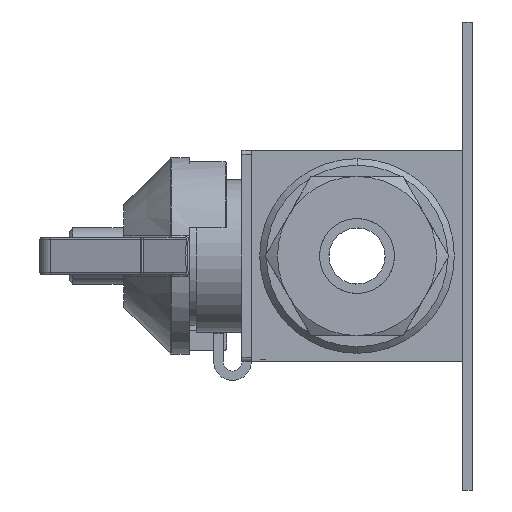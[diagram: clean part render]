
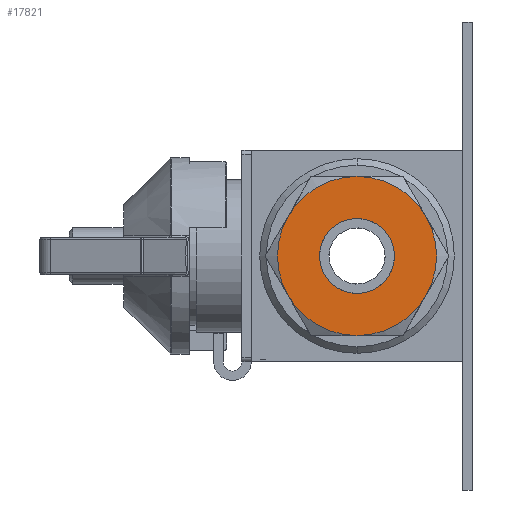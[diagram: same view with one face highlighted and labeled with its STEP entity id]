
A CAD part, front view. The second image highlights one B-rep face of the part: STEP entity #17821.
In plain terms, the highlighted planar face has unit normal (0, -1, 0).
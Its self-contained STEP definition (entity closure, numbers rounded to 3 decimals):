
#29 = CARTESIAN_POINT ( 'NONE',  ( 11.3, -34.677, 11.3 ) ) ;
#309 = DIRECTION ( 'NONE',  ( -0.866, 0., -0.5 ) ) ;
#656 = AXIS2_PLACEMENT_3D ( 'NONE', #8767, #39601, #13188 ) ;
#2085 = CARTESIAN_POINT ( 'NONE',  ( 3.939, -34.677, 15.55 ) ) ;
#4445 = DIRECTION ( 'NONE',  ( -0.866, 0., -0.5 ) ) ;
#5091 = EDGE_LOOP ( 'NONE', ( #40769, #14747 ) ) ;
#5679 = CARTESIAN_POINT ( 'NONE',  ( 7.836, -34.677, 9.3 ) ) ;
#6230 = VERTEX_POINT ( 'NONE', #12111 ) ;
#6363 = CARTESIAN_POINT ( 'NONE',  ( 11.3, -34.677, 11.3 ) ) ;
#8179 = CARTESIAN_POINT ( 'NONE',  ( 11.3, -34.677, 11.3 ) ) ;
#8767 = CARTESIAN_POINT ( 'NONE',  ( 11.3, -34.677, 11.3 ) ) ;
#9199 = CARTESIAN_POINT ( 'NONE',  ( 18.661, -34.677, 15.55 ) ) ;
#9242 = AXIS2_PLACEMENT_3D ( 'NONE', #20257, #51013, #24672 ) ;
#9745 = EDGE_CURVE ( 'NONE', #14538, #17468, #10720, .T. ) ;
#10487 = ORIENTED_EDGE ( 'NONE', *, *, #9745, .T. ) ;
#10720 = CIRCLE ( 'NONE', #656, 8.5 ) ;
#11129 = ORIENTED_EDGE ( 'NONE', *, *, #42158, .T. ) ;
#12111 = CARTESIAN_POINT ( 'NONE',  ( 11.3, -34.677, 2.8 ) ) ;
#12394 = CARTESIAN_POINT ( 'NONE',  ( 3.939, -34.677, 7.05 ) ) ;
#12633 = DIRECTION ( 'NONE',  ( -0.866, 0., -0.5 ) ) ;
#13185 = CARTESIAN_POINT ( 'NONE',  ( 11.3, -34.677, 11.3 ) ) ;
#13188 = DIRECTION ( 'NONE',  ( -0.866, 0., -0.5 ) ) ;
#13255 = AXIS2_PLACEMENT_3D ( 'NONE', #53064, #26718, #309 ) ;
#13654 = EDGE_CURVE ( 'NONE', #17468, #6230, #29035, .T. ) ;
#14538 = VERTEX_POINT ( 'NONE', #2085 ) ;
#14747 = ORIENTED_EDGE ( 'NONE', *, *, #18786, .T. ) ;
#17468 = VERTEX_POINT ( 'NONE', #12394 ) ;
#17648 = DIRECTION ( 'NONE',  ( -0.866, 0., -0.5 ) ) ;
#17821 = ADVANCED_FACE ( 'NONE', ( #40630, #52334 ), #50472, .T. ) ;
#18786 = EDGE_CURVE ( 'NONE', #37105, #35410, #30233, .T. ) ;
#20185 = EDGE_CURVE ( 'NONE', #21133, #14538, #56189, .T. ) ;
#20257 = CARTESIAN_POINT ( 'NONE',  ( 11.3, -34.677, 11.3 ) ) ;
#20911 = EDGE_LOOP ( 'NONE', ( #40065, #32446, #10487, #31845, #11129, #48378 ) ) ;
#21133 = VERTEX_POINT ( 'NONE', #29104 ) ;
#24132 = DIRECTION ( 'NONE',  ( 0., -1., 0. ) ) ;
#24141 = CARTESIAN_POINT ( 'NONE',  ( 11.3, -34.677, 11.3 ) ) ;
#24246 = CIRCLE ( 'NONE', #9242, 8.5 ) ;
#24279 = DIRECTION ( 'NONE',  ( 0., -1., 0. ) ) ;
#24672 = DIRECTION ( 'NONE',  ( -0.866, 0., -0.5 ) ) ;
#26718 = DIRECTION ( 'NONE',  ( 0., 1., 0. ) ) ;
#28536 = AXIS2_PLACEMENT_3D ( 'NONE', #50617, #24279, #55050 ) ;
#28567 = DIRECTION ( 'NONE',  ( -0.866, 0., -0.5 ) ) ;
#29035 = CIRCLE ( 'NONE', #28536, 8.5 ) ;
#29104 = CARTESIAN_POINT ( 'NONE',  ( 11.3, -34.677, 19.8 ) ) ;
#30233 = CIRCLE ( 'NONE', #13255, 4. ) ;
#30889 = DIRECTION ( 'NONE',  ( 0., -1., 0. ) ) ;
#31442 = AXIS2_PLACEMENT_3D ( 'NONE', #13185, #44008, #17648 ) ;
#31845 = ORIENTED_EDGE ( 'NONE', *, *, #13654, .T. ) ;
#32446 = ORIENTED_EDGE ( 'NONE', *, *, #20185, .T. ) ;
#34207 = EDGE_CURVE ( 'NONE', #40787, #21133, #53659, .T. ) ;
#35410 = VERTEX_POINT ( 'NONE', #5679 ) ;
#36775 = CARTESIAN_POINT ( 'NONE',  ( 14.764, -34.677, 13.3 ) ) ;
#37002 = CIRCLE ( 'NONE', #48680, 4. ) ;
#37105 = VERTEX_POINT ( 'NONE', #36775 ) ;
#38309 = AXIS2_PLACEMENT_3D ( 'NONE', #6363, #24132, #54912 ) ;
#38756 = CARTESIAN_POINT ( 'NONE',  ( 18.661, -34.677, 7.05 ) ) ;
#38830 = AXIS2_PLACEMENT_3D ( 'NONE', #29, #30889, #4445 ) ;
#39020 = DIRECTION ( 'NONE',  ( 0., 1., 0. ) ) ;
#39459 = EDGE_CURVE ( 'NONE', #35410, #37105, #37002, .T. ) ;
#39601 = DIRECTION ( 'NONE',  ( 0., -1., 0. ) ) ;
#40032 = VERTEX_POINT ( 'NONE', #38756 ) ;
#40065 = ORIENTED_EDGE ( 'NONE', *, *, #34207, .T. ) ;
#40630 = FACE_BOUND ( 'NONE', #5091, .T. ) ;
#40769 = ORIENTED_EDGE ( 'NONE', *, *, #39459, .T. ) ;
#40787 = VERTEX_POINT ( 'NONE', #9199 ) ;
#41320 = CIRCLE ( 'NONE', #56217, 8.5 ) ;
#42158 = EDGE_CURVE ( 'NONE', #6230, #40032, #41320, .T. ) ;
#44008 = DIRECTION ( 'NONE',  ( 0., -1., 0. ) ) ;
#47908 = EDGE_CURVE ( 'NONE', #40032, #40787, #24246, .T. ) ;
#48378 = ORIENTED_EDGE ( 'NONE', *, *, #47908, .T. ) ;
#48680 = AXIS2_PLACEMENT_3D ( 'NONE', #8179, #39020, #12633 ) ;
#50472 = PLANE ( 'NONE',  #38309 ) ;
#50617 = CARTESIAN_POINT ( 'NONE',  ( 11.3, -34.677, 11.3 ) ) ;
#51013 = DIRECTION ( 'NONE',  ( 0., -1., 0. ) ) ;
#52334 = FACE_OUTER_BOUND ( 'NONE', #20911, .T. ) ;
#53064 = CARTESIAN_POINT ( 'NONE',  ( 11.3, -34.677, 11.3 ) ) ;
#53659 = CIRCLE ( 'NONE', #38830, 8.5 ) ;
#54912 = DIRECTION ( 'NONE',  ( 0.866, 0., 0.5 ) ) ;
#54916 = DIRECTION ( 'NONE',  ( 0., -1., 0. ) ) ;
#55050 = DIRECTION ( 'NONE',  ( -0.866, 0., -0.5 ) ) ;
#56189 = CIRCLE ( 'NONE', #31442, 8.5 ) ;
#56217 = AXIS2_PLACEMENT_3D ( 'NONE', #24141, #54916, #28567 ) ;
